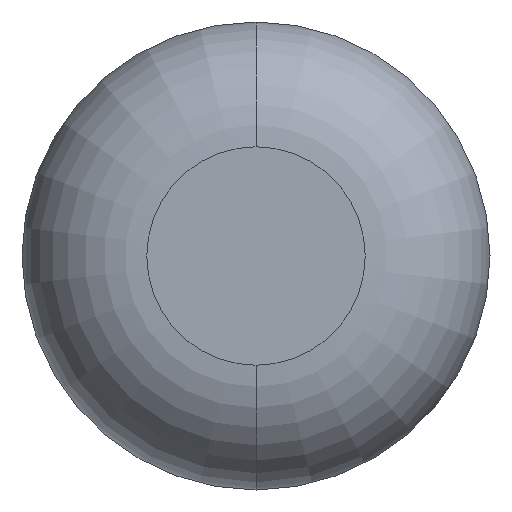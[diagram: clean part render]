
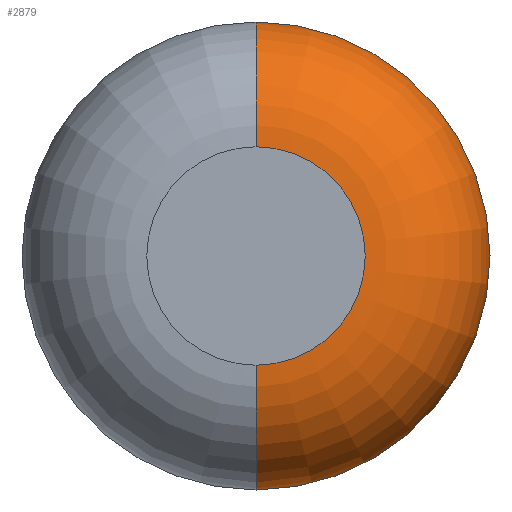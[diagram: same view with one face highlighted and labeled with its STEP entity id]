
A CAD part, front view. The second image highlights one B-rep face of the part: STEP entity #2879.
In plain terms, the highlighted toroidal (fillet/blend) face has major radius 0.175 mm and minor radius 0.2 mm.
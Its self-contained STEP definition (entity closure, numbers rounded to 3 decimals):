
#119 = AXIS2_PLACEMENT_3D ( 'NONE', #921, #745, #460 ) ;
#233 = DIRECTION ( 'NONE',  ( 0., 1., 0. ) ) ;
#234 = ORIENTED_EDGE ( 'NONE', *, *, #1085, .F. ) ;
#337 = DIRECTION ( 'NONE',  ( 1., 0., 0. ) ) ;
#460 = DIRECTION ( 'NONE',  ( 0., 0., 1. ) ) ;
#481 = TOROIDAL_SURFACE ( 'NONE', #2042, 0.175, 0.2 ) ;
#612 = CIRCLE ( 'NONE', #119, 0.375 ) ;
#614 = VERTEX_POINT ( 'NONE', #1566 ) ;
#745 = DIRECTION ( 'NONE',  ( 0., 1., 0. ) ) ;
#921 = CARTESIAN_POINT ( 'NONE',  ( 0., -35.8, 0. ) ) ;
#942 = AXIS2_PLACEMENT_3D ( 'NONE', #2009, #337, #2291 ) ;
#1058 = CIRCLE ( 'NONE', #1724, 0.175 ) ;
#1085 = EDGE_CURVE ( 'NONE', #1365, #2679, #1487, .T. ) ;
#1127 = EDGE_CURVE ( 'NONE', #614, #2803, #1793, .T. ) ;
#1198 = AXIS2_PLACEMENT_3D ( 'NONE', #2890, #3422, #3127 ) ;
#1365 = VERTEX_POINT ( 'NONE', #1692 ) ;
#1487 = CIRCLE ( 'NONE', #1198, 0.2 ) ;
#1489 = EDGE_CURVE ( 'Defeature ausgef�hrt1_3+Defeature ausgef�hrt1_5+Defeature ausgef�hrt1_5+Defeature ausgef�hrt1_5', #2679, #2803, #612, .T. ) ;
#1566 = CARTESIAN_POINT ( 'NONE',  ( 0., -36., -0.175 ) ) ;
#1692 = CARTESIAN_POINT ( 'NONE',  ( 0., -36., 0.175 ) ) ;
#1724 = AXIS2_PLACEMENT_3D ( 'NONE', #2524, #3408, #2025 ) ;
#1793 = CIRCLE ( 'NONE', #942, 0.2 ) ;
#2009 = CARTESIAN_POINT ( 'NONE',  ( 0., -35.8, -0.175 ) ) ;
#2025 = DIRECTION ( 'NONE',  ( 0., 0., 1. ) ) ;
#2042 = AXIS2_PLACEMENT_3D ( 'NONE', #3560, #233, #2701 ) ;
#2096 = CARTESIAN_POINT ( 'NONE',  ( 0., -35.8, 0.375 ) ) ;
#2291 = DIRECTION ( 'NONE',  ( 0., 0., -1. ) ) ;
#2314 = FACE_OUTER_BOUND ( 'NONE', #3149, .T. ) ;
#2336 = ORIENTED_EDGE ( 'NONE', *, *, #3041, .F. ) ;
#2524 = CARTESIAN_POINT ( 'NONE',  ( 0., -36., 0. ) ) ;
#2679 = VERTEX_POINT ( 'NONE', #2096 ) ;
#2701 = DIRECTION ( 'NONE',  ( 0., 0., 1. ) ) ;
#2803 = VERTEX_POINT ( 'NONE', #3178 ) ;
#2879 = ADVANCED_FACE ( 'Defeature ausgef�hrt1_5', ( #2314 ), #481, .T. ) ;
#2890 = CARTESIAN_POINT ( 'NONE',  ( 0., -35.8, 0.175 ) ) ;
#3041 = EDGE_CURVE ( 'Defeature ausgef�hrt1_4+Defeature ausgef�hrt1_5+Defeature ausgef�hrt1_5+Defeature ausgef�hrt1_5', #614, #1365, #1058, .T. ) ;
#3127 = DIRECTION ( 'NONE',  ( 0., 0., 1. ) ) ;
#3137 = ORIENTED_EDGE ( 'NONE', *, *, #1489, .F. ) ;
#3149 = EDGE_LOOP ( 'NONE', ( #2336, #3342, #3137, #234 ) ) ;
#3178 = CARTESIAN_POINT ( 'NONE',  ( 0., -35.8, -0.375 ) ) ;
#3342 = ORIENTED_EDGE ( 'NONE', *, *, #1127, .T. ) ;
#3408 = DIRECTION ( 'NONE',  ( 0., -1., 0. ) ) ;
#3422 = DIRECTION ( 'NONE',  ( -1., 0., 0. ) ) ;
#3560 = CARTESIAN_POINT ( 'NONE',  ( 0., -35.8, 0. ) ) ;
